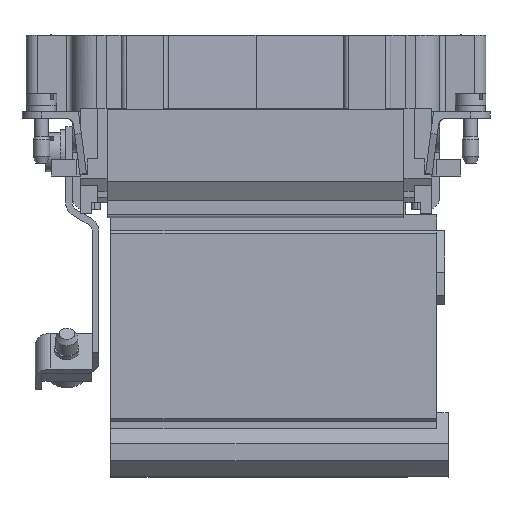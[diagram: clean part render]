
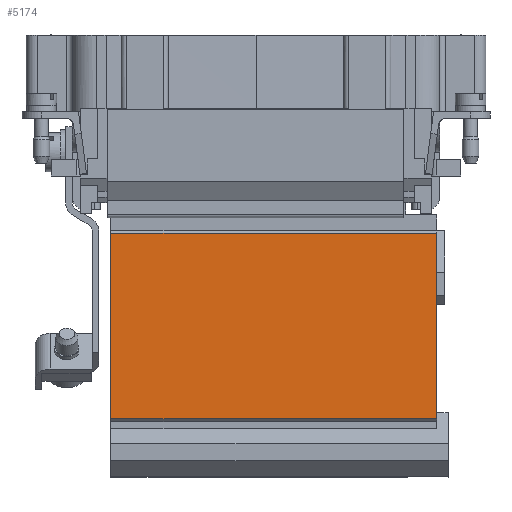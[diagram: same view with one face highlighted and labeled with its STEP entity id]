
A CAD part, front view. The second image highlights one B-rep face of the part: STEP entity #5174.
In plain terms, the highlighted planar face has unit normal (0, -1, 0).
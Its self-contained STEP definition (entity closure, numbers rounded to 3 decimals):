
#5174=ADVANCED_FACE('',(#7262),#6350,.T.);
#6350=PLANE('',#27114);
#7262=FACE_OUTER_BOUND('',#8314,.T.);
#8314=EDGE_LOOP('',(#10764,#10765,#10766,#10767));
#10764=ORIENTED_EDGE('',*,*,#18802,.F.);
#10765=ORIENTED_EDGE('',*,*,#18236,.F.);
#10766=ORIENTED_EDGE('',*,*,#18800,.T.);
#10767=ORIENTED_EDGE('',*,*,#18803,.F.);
#16079=VERTEX_POINT('',#38286);
#16080=VERTEX_POINT('',#38288);
#16545=VERTEX_POINT('',#39733);
#16546=VERTEX_POINT('',#39737);
#18236=EDGE_CURVE('',#16079,#16080,#21217,.T.);
#18800=EDGE_CURVE('',#16079,#16545,#21664,.T.);
#18802=EDGE_CURVE('',#16080,#16546,#21666,.T.);
#18803=EDGE_CURVE('',#16546,#16545,#21667,.T.);
#21217=LINE('',#38287,#23549);
#21664=LINE('',#39732,#23996);
#21666=LINE('',#39736,#23998);
#21667=LINE('',#39738,#23999);
#23549=VECTOR('',#29181,1.);
#23996=VECTOR('',#29948,1.);
#23998=VECTOR('',#29952,1.);
#23999=VECTOR('',#29953,1.);
#27114=AXIS2_PLACEMENT_3D('',#39739,#29954,#29955);
#29181=DIRECTION('',(0.,0.,1.));
#29948=DIRECTION('',(1.,0.,0.));
#29952=DIRECTION('',(1.,0.,0.));
#29953=DIRECTION('',(0.,0.,-1.));
#29954=DIRECTION('',(0.,-1.,0.));
#29955=DIRECTION('',(0.,0.,1.));
#38286=CARTESIAN_POINT('',(-26.2,-16.9,-54.269));
#38287=CARTESIAN_POINT('',(-26.2,-16.9,-54.269));
#38288=CARTESIAN_POINT('',(-26.2,-16.9,-20.769));
#39732=CARTESIAN_POINT('',(27.4,-16.9,-54.269));
#39733=CARTESIAN_POINT('',(32.6,-16.9,-54.269));
#39736=CARTESIAN_POINT('',(32.6,-16.9,-20.769));
#39737=CARTESIAN_POINT('',(32.6,-16.9,-20.769));
#39738=CARTESIAN_POINT('',(32.6,-16.9,-20.769));
#39739=CARTESIAN_POINT('',(32.6,-16.9,-55.769));
